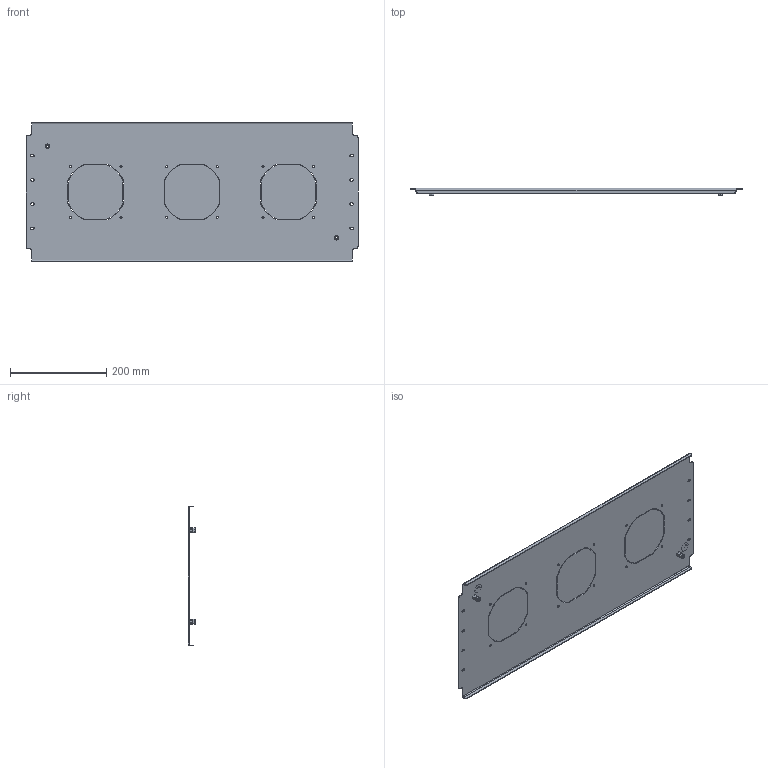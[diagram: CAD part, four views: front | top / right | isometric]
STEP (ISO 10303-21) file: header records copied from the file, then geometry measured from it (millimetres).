
FILE_DESCRIPTION (( 'STEP AP214' ), '1' );
FILE_NAME ('983.840.STEP', '2025-02-11T10:59:19', ( '' ), ( '' ), 'SwSTEP 2.0', 'SolidWorks 2021', '' );
FILE_SCHEMA (( 'AUTOMOTIVE_DESIGN' ));
Length unit declared in the file: millimetre
Products named in the file (4): 983.840 眈翴錪; Çíàê çàçåìëåíèÿ ô20ìì; 983.840; Çàêëåïêà ðåçüáîâàÿ Ì6 øåñòèãðàííàÿ ñ óìåíüøåííûì áîðòîì
Assembly tree (5 placements, depth 2):
  983.840
    983.840 眈翴錪
    Çíàê çàçåìëåíèÿ ô20ìì  x2
    Çàêëåïêà ðåçüáîâàÿ Ì6 øåñòèãðàííàÿ ñ óìåíüøåííûì áîðòîì  x2
Bounding box: 690 x 16 x 290 mm (x, y, z)
Volume: 311074.2 mm3; surface area: 422707.6 mm2
Topology: 5 solids, 5 shells, 314 faces, 844 edges, 552 vertices
Faces by surface type: plane 202, cylinder 100, cone 12
Entity records: 8801 total; most frequent: CARTESIAN_POINT 1566, ORIENTED_EDGE 1440, DIRECTION 1434, EDGE_CURVE 720, VECTOR 530, LINE 530, VERTEX_POINT 472, AXIS2_PLACEMENT_3D 452
